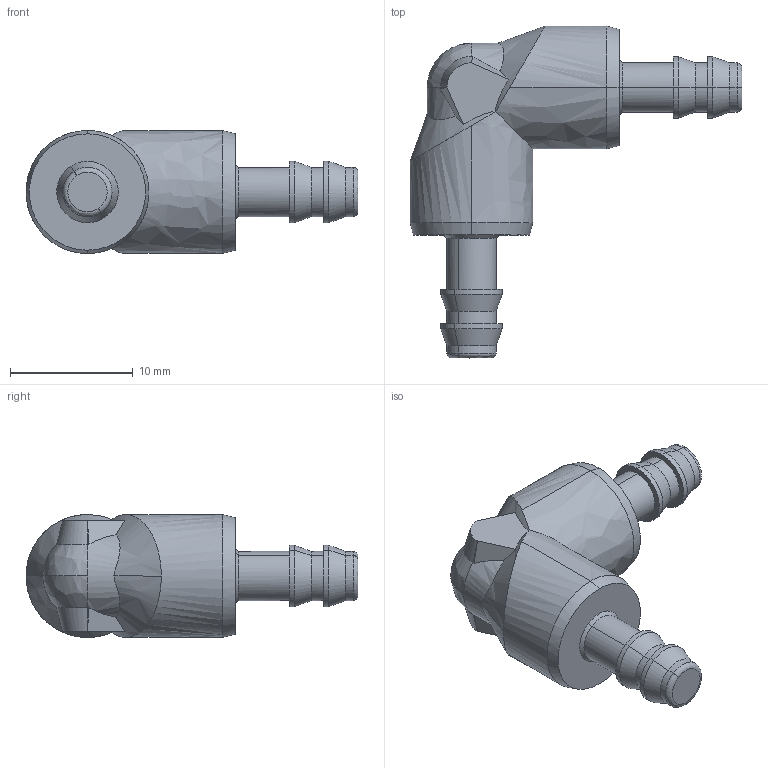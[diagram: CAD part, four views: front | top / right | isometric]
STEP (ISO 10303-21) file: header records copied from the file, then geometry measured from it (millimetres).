
FILE_DESCRIPTION (( 'STEP AP214' ), '1' );
FILE_NAME ('DRF.SPM5-4_L.STEP', '2018-09-03T15:19:01', ( '' ), ( '' ), 'SwSTEP 2.0', 'SolidWorks 2018', '' );
FILE_SCHEMA (( 'AUTOMOTIVE_DESIGN' ));
Length unit declared in the file: millimetre
Products named in the file (1): DRF.SPM5-4_L
Bounding box: 27 x 27 x 10 mm (x, y, z)
Volume: 1924.8 mm3; surface area: 1126.8 mm2
Topology: 1 solids, 1 shells, 70 faces, 179 edges, 115 vertices
Faces by surface type: bspline 70
Entity records: 3590 total; most frequent: CARTESIAN_POINT 2233, ORIENTED_EDGE 354, EDGE_CURVE 177, B_SPLINE_CURVE_WITH_KNOTS 122, VERTEX_POINT 115, EDGE_LOOP 76, FACE_OUTER_BOUND 70, ADVANCED_FACE 70
